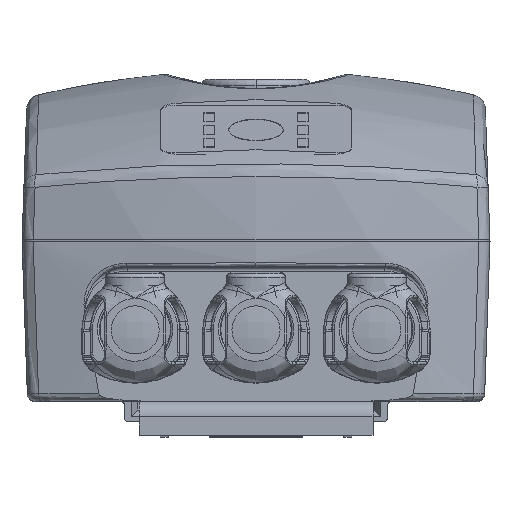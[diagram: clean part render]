
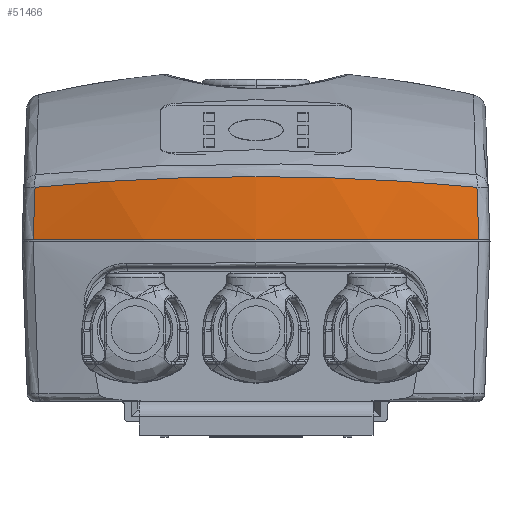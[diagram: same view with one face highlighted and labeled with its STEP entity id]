
A CAD part, top view. The second image highlights one B-rep face of the part: STEP entity #51466.
In plain terms, the highlighted conical face has half-angle 2 degrees and reference radius 199.986 mm.
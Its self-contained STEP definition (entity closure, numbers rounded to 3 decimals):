
#5033 = EDGE_CURVE ( 'NONE', #42728, #6165, #21374, .T. ) ;
#5034 = EDGE_CURVE ( 'NONE', #6165, #6156, #67023, .T. ) ;
#5035 = EDGE_CURVE ( 'NONE', #42691, #6156, #21377, .T. ) ;
#6156 = VERTEX_POINT ( 'NONE', #48971 ) ;
#6165 = VERTEX_POINT ( 'NONE', #48980 ) ;
#8711 = CARTESIAN_POINT ( 'NONE',  ( 56.655, 13.618, 88.517 ) ) ;
#8713 = CARTESIAN_POINT ( 'NONE',  ( 0., 16.339, 96.635 ) ) ;
#8720 = CARTESIAN_POINT ( 'NONE',  ( -56.655, 13.618, 88.517 ) ) ;
#11255 = FACE_OUTER_BOUND ( 'NONE', #54136, .T. ) ;
#21374 = B_SPLINE_CURVE_WITH_KNOTS ( 'NONE', 3,
 ( #24260, #24216, #24261, #24262 ),
 .UNSPECIFIED., .F., .F.,
 ( 4, 4 ),
 ( 0., 1. ),
 .UNSPECIFIED. ) ;
#21377 = B_SPLINE_CURVE_WITH_KNOTS ( 'NONE', 3,
 ( #24269, #24264, #24265, #24270 ),
 .UNSPECIFIED., .F., .F.,
 ( 4, 4 ),
 ( 0., 1. ),
 .UNSPECIFIED. ) ;
#23081 = B_SPLINE_CURVE_WITH_KNOTS ( 'NONE', 3,
 ( #31956, #31957, #32002, #32003, #32004, #32005, #32006, #32007, #32008, #32009, #32010, #32011, #32012, #32013, #32014 ),
 .UNSPECIFIED., .F., .F.,
 ( 4, 2, 2, 1, 1, 1, 2, 2, 4 ),
 ( 0., 0.25, 0.375, 0.437, 0.469, 0.484, 0.492, 0.5, 1. ),
 .UNSPECIFIED. ) ;
#23084 = B_SPLINE_CURVE_WITH_KNOTS ( 'NONE', 3,
 ( #32001, #32000, #32017, #32018, #32019, #32020, #32021, #32022, #32023, #32024, #32025, #32026, #32027, #32028, #32029, #32030 ),
 .UNSPECIFIED., .F., .F.,
 ( 4, 2, 2, 1, 1, 1, 1, 2, 2, 4 ),
 ( 0., 0.25, 0.375, 0.437, 0.469, 0.484, 0.492, 0.496, 0.5, 1. ),
 .UNSPECIFIED. ) ;
#24216 = CARTESIAN_POINT ( 'NONE',  ( -56.813, 9.146, 88.633 ) ) ;
#24260 = CARTESIAN_POINT ( 'NONE',  ( -56.655, 13.618, 88.517 ) ) ;
#24261 = CARTESIAN_POINT ( 'NONE',  ( -56.972, 4.673, 88.749 ) ) ;
#24262 = CARTESIAN_POINT ( 'NONE',  ( -57.13, 0.2, 88.864 ) ) ;
#24264 = CARTESIAN_POINT ( 'NONE',  ( 56.814, 9.146, 88.633 ) ) ;
#24265 = CARTESIAN_POINT ( 'NONE',  ( 56.972, 4.673, 88.749 ) ) ;
#24266 = CARTESIAN_POINT ( 'NONE',  ( 0., 0.2, -102.788 ) ) ;
#24267 = DIRECTION ( 'NONE',  ( 0., 1., 0. ) ) ;
#24268 = DIRECTION ( 'NONE',  ( 1., 0., 0. ) ) ;
#24269 = CARTESIAN_POINT ( 'NONE',  ( 56.655, 13.618, 88.517 ) ) ;
#24270 = CARTESIAN_POINT ( 'NONE',  ( 57.13, 0.2, 88.864 ) ) ;
#31956 = CARTESIAN_POINT ( 'NONE',  ( 0., 16.339, 96.635 ) ) ;
#31957 = CARTESIAN_POINT ( 'NONE',  ( -4.81, 16.339, 96.635 ) ) ;
#32000 = CARTESIAN_POINT ( 'NONE',  ( 52.107, 14.074, 89.847 ) ) ;
#32001 = CARTESIAN_POINT ( 'NONE',  ( 56.655, 13.618, 88.517 ) ) ;
#32002 = CARTESIAN_POINT ( 'NONE',  ( -9.612, 16.283, 96.462 ) ) ;
#32003 = CARTESIAN_POINT ( 'NONE',  ( -16.785, 16.114, 95.949 ) ) ;
#32004 = CARTESIAN_POINT ( 'NONE',  ( -19.171, 16.044, 95.736 ) ) ;
#32005 = CARTESIAN_POINT ( 'NONE',  ( -22.74, 15.917, 95.352 ) ) ;
#32006 = CARTESIAN_POINT ( 'NONE',  ( -24.522, 15.848, 95.145 ) ) ;
#32007 = CARTESIAN_POINT ( 'NONE',  ( -26.596, 15.759, 94.875 ) ) ;
#32008 = CARTESIAN_POINT ( 'NONE',  ( -27.632, 15.712, 94.733 ) ) ;
#32009 = CARTESIAN_POINT ( 'NONE',  ( -28.076, 15.691, 94.671 ) ) ;
#32010 = CARTESIAN_POINT ( 'NONE',  ( -28.371, 15.678, 94.63 ) ) ;
#32011 = CARTESIAN_POINT ( 'NONE',  ( -28.518, 15.671, 94.609 ) ) ;
#32012 = CARTESIAN_POINT ( 'NONE',  ( -38.223, 15.209, 93.215 ) ) ;
#32013 = CARTESIAN_POINT ( 'NONE',  ( -47.58, 14.527, 91.171 ) ) ;
#32014 = CARTESIAN_POINT ( 'NONE',  ( -56.655, 13.618, 88.517 ) ) ;
#32017 = CARTESIAN_POINT ( 'NONE',  ( 47.487, 14.472, 91.024 ) ) ;
#32018 = CARTESIAN_POINT ( 'NONE',  ( 40.467, 14.984, 92.549 ) ) ;
#32019 = CARTESIAN_POINT ( 'NONE',  ( 38.112, 15.141, 93.016 ) ) ;
#32020 = CARTESIAN_POINT ( 'NONE',  ( 34.559, 15.354, 93.656 ) ) ;
#32021 = CARTESIAN_POINT ( 'NONE',  ( 32.777, 15.455, 93.96 ) ) ;
#32022 = CARTESIAN_POINT ( 'NONE',  ( 30.689, 15.564, 94.288 ) ) ;
#32023 = CARTESIAN_POINT ( 'NONE',  ( 29.644, 15.616, 94.445 ) ) ;
#32024 = CARTESIAN_POINT ( 'NONE',  ( 29.12, 15.642, 94.522 ) ) ;
#32025 = CARTESIAN_POINT ( 'NONE',  ( 28.896, 15.653, 94.554 ) ) ;
#32026 = CARTESIAN_POINT ( 'NONE',  ( 28.746, 15.66, 94.576 ) ) ;
#32027 = CARTESIAN_POINT ( 'NONE',  ( 28.67, 15.663, 94.587 ) ) ;
#32028 = CARTESIAN_POINT ( 'NONE',  ( 19.16, 16.115, 95.949 ) ) ;
#32029 = CARTESIAN_POINT ( 'NONE',  ( 9.597, 16.339, 96.635 ) ) ;
#32030 = CARTESIAN_POINT ( 'NONE',  ( 0., 16.339, 96.635 ) ) ;
#34543 = ORIENTED_EDGE ( 'NONE', *, *, #5034, .T. ) ;
#34544 = ORIENTED_EDGE ( 'NONE', *, *, #5035, .F. ) ;
#34546 = ORIENTED_EDGE ( 'NONE', *, *, #51309, .T. ) ;
#34549 = ORIENTED_EDGE ( 'NONE', *, *, #51308, .T. ) ;
#34551 = ORIENTED_EDGE ( 'NONE', *, *, #5033, .T. ) ;
#34844 = DIRECTION ( 'NONE',  ( 1., 0., 0. ) ) ;
#34845 = DIRECTION ( 'NONE',  ( 0., -1., 0. ) ) ;
#34857 = CARTESIAN_POINT ( 'NONE',  ( 0., 0.2, -102.788 ) ) ;
#42691 = VERTEX_POINT ( 'NONE', #8711 ) ;
#42699 = VERTEX_POINT ( 'NONE', #8713 ) ;
#42728 = VERTEX_POINT ( 'NONE', #8720 ) ;
#48971 = CARTESIAN_POINT ( 'NONE',  ( 57.13, 0.2, 88.864 ) ) ;
#48980 = CARTESIAN_POINT ( 'NONE',  ( -57.13, 0.2, 88.864 ) ) ;
#51308 = EDGE_CURVE ( 'NONE', #42699, #42728, #23081, .T. ) ;
#51309 = EDGE_CURVE ( 'NONE', #42691, #42699, #23084, .T. ) ;
#51466 = ADVANCED_FACE ( 'NONE', ( #11255 ), #68469, .T. ) ;
#54136 = EDGE_LOOP ( 'NONE', ( #34543, #34544, #34546, #34549, #34551 ) ) ;
#55346 = AXIS2_PLACEMENT_3D ( 'NONE', #34857, #34845, #34844 ) ;
#57088 = AXIS2_PLACEMENT_3D ( 'NONE', #24266, #24267, #24268 ) ;
#67023 = CIRCLE ( 'NONE', #57088, 199.986 ) ;
#68469 = CONICAL_SURFACE ( 'NONE', #55346, 199.986, 0.035 ) ;
